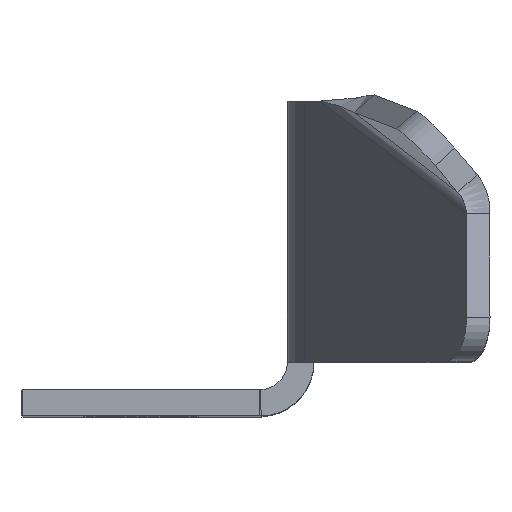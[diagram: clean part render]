
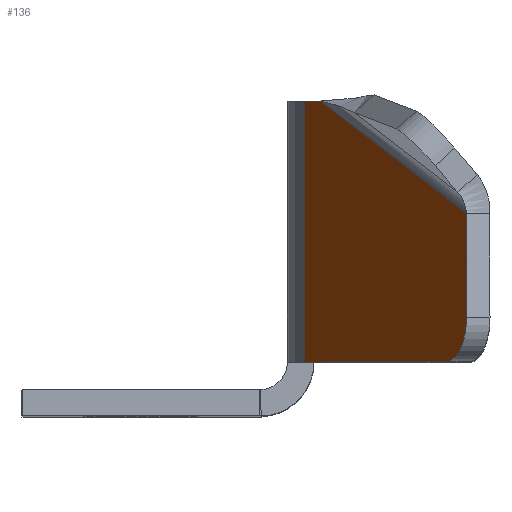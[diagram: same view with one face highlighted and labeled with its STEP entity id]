
A CAD part, top view. The second image highlights one B-rep face of the part: STEP entity #136.
In plain terms, the highlighted planar face has unit normal (-0.883, 0, 0.469).
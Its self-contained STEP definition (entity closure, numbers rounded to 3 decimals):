
#18 = AXIS2_PLACEMENT_3D ( 'NONE', #1198, #732, #469 ) ;
#136 = ADVANCED_FACE ( 'NONE', ( #1138 ), #1573, .F. ) ;
#140 = DIRECTION ( 'NONE',  ( 0., 1., 0. ) ) ;
#216 = CARTESIAN_POINT ( 'NONE',  ( 0.863, 0., 3.067 ) ) ;
#238 = CARTESIAN_POINT ( 'NONE',  ( 0.863, 0.555, 3.067 ) ) ;
#299 = EDGE_LOOP ( 'NONE', ( #986, #1436, #355, #528, #945, #704 ) ) ;
#316 = EDGE_CURVE ( 'NONE', #1291, #800, #862, .T. ) ;
#341 = LINE ( 'NONE', #396, #1141 ) ;
#342 = LINE ( 'NONE', #1447, #660 ) ;
#350 = EDGE_CURVE ( 'NONE', #670, #1291, #1441, .T. ) ;
#355 = ORIENTED_EDGE ( 'NONE', *, *, #1266, .T. ) ;
#396 = CARTESIAN_POINT ( 'NONE',  ( -0.051, 1.78, 1.349 ) ) ;
#417 = CARTESIAN_POINT ( 'NONE',  ( 0.863, 1.14, 3.067 ) ) ;
#436 = CARTESIAN_POINT ( 'NONE',  ( 0.037, 1.78, 1.514 ) ) ;
#448 = DIRECTION ( 'NONE',  ( -0.469, 0., -0.883 ) ) ;
#469 = DIRECTION ( 'NONE',  ( -0.469, 0., -0.883 ) ) ;
#495 = DIRECTION ( 'NONE',  ( 0.883, 0., -0.469 ) ) ;
#499 = CARTESIAN_POINT ( 'NONE',  ( -0.526, 0., 0.454 ) ) ;
#528 = ORIENTED_EDGE ( 'NONE', *, *, #1009, .T. ) ;
#551 = EDGE_CURVE ( 'NONE', #670, #1459, #341, .T. ) ;
#660 = VECTOR ( 'NONE', #1226, 1000. ) ;
#670 = VERTEX_POINT ( 'NONE', #1451 ) ;
#679 = VERTEX_POINT ( 'NONE', #436 ) ;
#704 = ORIENTED_EDGE ( 'NONE', *, *, #551, .F. ) ;
#732 = DIRECTION ( 'NONE',  ( -0.883, 0., 0.469 ) ) ;
#776 = LINE ( 'NONE', #216, #974 ) ;
#800 = VERTEX_POINT ( 'NONE', #238 ) ;
#824 = DIRECTION ( 'NONE',  ( 0., 1., 0. ) ) ;
#825 = AXIS2_PLACEMENT_3D ( 'NONE', #499, #495, #448 ) ;
#862 = CIRCLE ( 'NONE', #18, 0.25 ) ;
#883 = CARTESIAN_POINT ( 'NONE',  ( -0.526, 1.78, 0.454 ) ) ;
#915 = VECTOR ( 'NONE', #1508, 1000. ) ;
#945 = ORIENTED_EDGE ( 'NONE', *, *, #1596, .T. ) ;
#974 = VECTOR ( 'NONE', #824, 1000. ) ;
#986 = ORIENTED_EDGE ( 'NONE', *, *, #350, .T. ) ;
#1009 = EDGE_CURVE ( 'NONE', #1204, #679, #342, .T. ) ;
#1138 = FACE_OUTER_BOUND ( 'NONE', #299, .T. ) ;
#1141 = VECTOR ( 'NONE', #140, 1000. ) ;
#1180 = CARTESIAN_POINT ( 'NONE',  ( 0.745, 0.305, 2.846 ) ) ;
#1198 = CARTESIAN_POINT ( 'NONE',  ( 0.745, 0.555, 2.846 ) ) ;
#1204 = VERTEX_POINT ( 'NONE', #417 ) ;
#1226 = DIRECTION ( 'NONE',  ( -0.441, 0.342, -0.83 ) ) ;
#1266 = EDGE_CURVE ( 'NONE', #800, #1204, #776, .T. ) ;
#1291 = VERTEX_POINT ( 'NONE', #1180 ) ;
#1296 = CARTESIAN_POINT ( 'NONE',  ( -0.526, 0.305, 0.454 ) ) ;
#1433 = DIRECTION ( 'NONE',  ( 0.469, 0., 0.883 ) ) ;
#1436 = ORIENTED_EDGE ( 'NONE', *, *, #316, .T. ) ;
#1441 = LINE ( 'NONE', #1296, #1651 ) ;
#1447 = CARTESIAN_POINT ( 'NONE',  ( -0.192, 1.958, 1.083 ) ) ;
#1451 = CARTESIAN_POINT ( 'NONE',  ( -0.051, 0.305, 1.349 ) ) ;
#1459 = VERTEX_POINT ( 'NONE', #1579 ) ;
#1508 = DIRECTION ( 'NONE',  ( -0.469, 0., -0.883 ) ) ;
#1511 = LINE ( 'NONE', #883, #915 ) ;
#1573 = PLANE ( 'NONE',  #825 ) ;
#1579 = CARTESIAN_POINT ( 'NONE',  ( -0.051, 1.78, 1.349 ) ) ;
#1596 = EDGE_CURVE ( 'NONE', #679, #1459, #1511, .T. ) ;
#1651 = VECTOR ( 'NONE', #1433, 1000. ) ;
